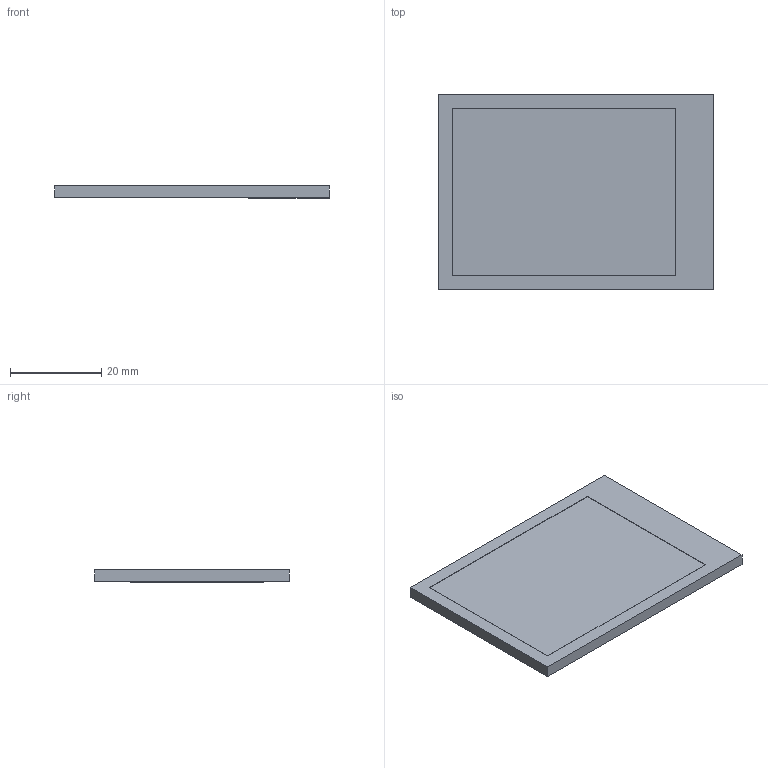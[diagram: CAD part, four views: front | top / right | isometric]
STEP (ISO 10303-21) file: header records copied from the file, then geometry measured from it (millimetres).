
FILE_DESCRIPTION(('FreeCAD Model'),'2;1');
FILE_NAME('Open CASCADE Shape Model','2022-06-20T15:42:43',('Author'),( ''),'Open CASCADE STEP processor 7.5','FreeCAD','Unknown');
FILE_SCHEMA(('AUTOMOTIVE_DESIGN { 1 0 10303 214 1 1 1 1 }'));
Length unit declared in the file: millimetre
Products named in the file (1): Body
Bounding box: 60.26 x 42.72 x 2.75 mm (x, y, z)
Volume: 6560.9 mm3; surface area: 5715.7 mm2
Topology: 1 solids, 1 shells, 118 faces, 309 edges, 194 vertices
Faces by surface type: plane 110, cylinder 8
Entity records: 7584 total; most frequent: CARTESIAN_POINT 1288, DIRECTION 1173, LINE 895, VECTOR 895, ORIENTED_EDGE 618, PCURVE 618, DEFINITIONAL_REPRESENTATION 618, EDGE_CURVE 309
